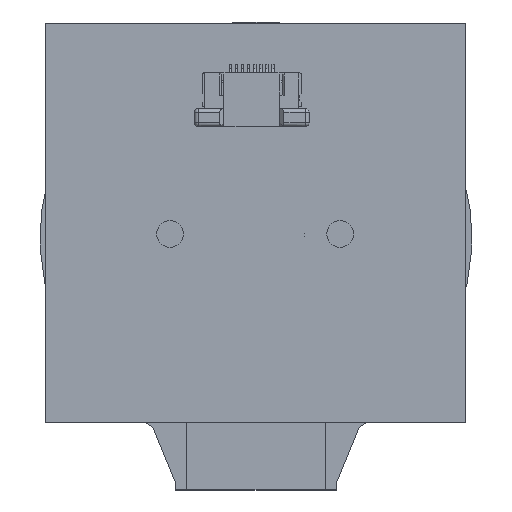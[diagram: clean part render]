
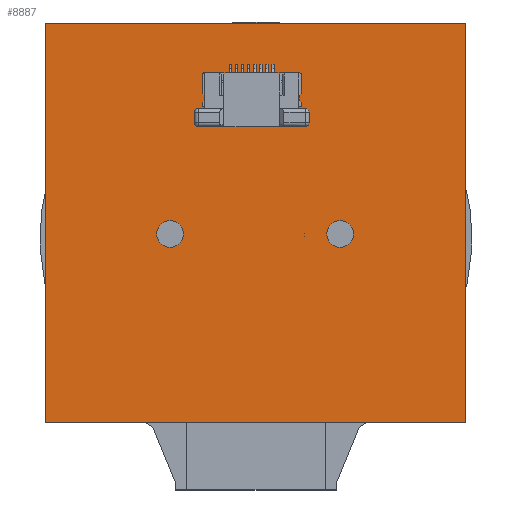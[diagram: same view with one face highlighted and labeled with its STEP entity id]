
A CAD part, top view. The second image highlights one B-rep face of the part: STEP entity #8887.
In plain terms, the highlighted planar face has unit normal (0, 0, 1).
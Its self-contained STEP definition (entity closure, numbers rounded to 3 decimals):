
#8735 = VERTEX_POINT('',#8736);
#8736 = CARTESIAN_POINT('',(126.797,-117.145,1.6));
#8742 = EDGE_CURVE('',#8735,#8743,#8745,.T.);
#8743 = VERTEX_POINT('',#8744);
#8744 = CARTESIAN_POINT('',(92.202,-117.145,1.6));
#8745 = LINE('',#8746,#8747);
#8746 = CARTESIAN_POINT('',(126.797,-117.145,1.6));
#8747 = VECTOR('',#8748,1.);
#8748 = DIRECTION('',(-1.,0.,0.));
#8775 = VERTEX_POINT('',#8776);
#8776 = CARTESIAN_POINT('',(126.797,-84.277,1.6));
#8782 = EDGE_CURVE('',#8775,#8735,#8783,.T.);
#8783 = LINE('',#8784,#8785);
#8784 = CARTESIAN_POINT('',(126.797,-84.277,1.6));
#8785 = VECTOR('',#8786,1.);
#8786 = DIRECTION('',(0.,-1.,0.));
#8804 = EDGE_CURVE('',#8743,#8805,#8807,.T.);
#8805 = VERTEX_POINT('',#8806);
#8806 = CARTESIAN_POINT('',(92.202,-84.277,1.6));
#8807 = LINE('',#8808,#8809);
#8808 = CARTESIAN_POINT('',(92.202,-117.145,1.6));
#8809 = VECTOR('',#8810,1.);
#8810 = DIRECTION('',(0.,1.,0.));
#8887 = ADVANCED_FACE('',(#8888,#8899,#8917,#8928),#8939,.F.);
#8888 = FACE_BOUND('',#8889,.F.);
#8889 = EDGE_LOOP('',(#8890,#8891,#8892,#8898));
#8890 = ORIENTED_EDGE('',*,*,#8742,.T.);
#8891 = ORIENTED_EDGE('',*,*,#8804,.T.);
#8892 = ORIENTED_EDGE('',*,*,#8893,.T.);
#8893 = EDGE_CURVE('',#8805,#8775,#8894,.T.);
#8894 = LINE('',#8895,#8896);
#8895 = CARTESIAN_POINT('',(92.202,-84.277,1.6));
#8896 = VECTOR('',#8897,1.);
#8897 = DIRECTION('',(1.,0.,0.));
#8898 = ORIENTED_EDGE('',*,*,#8782,.T.);
#8899 = FACE_BOUND('',#8900,.F.);
#8900 = EDGE_LOOP('',(#8901,#8911));
#8901 = ORIENTED_EDGE('',*,*,#8902,.T.);
#8902 = EDGE_CURVE('',#8903,#8905,#8907,.T.);
#8903 = VERTEX_POINT('',#8904);
#8904 = CARTESIAN_POINT('',(113.547,-101.802,1.6));
#8905 = VERTEX_POINT('',#8906);
#8906 = CARTESIAN_POINT('',(113.55,-101.6,1.6));
#8907 = LINE('',#8908,#8909);
#8908 = CARTESIAN_POINT('',(113.547,-101.802,1.6));
#8909 = VECTOR('',#8910,1.);
#8910 = DIRECTION('',(0.012,1.,0.));
#8911 = ORIENTED_EDGE('',*,*,#8912,.T.);
#8912 = EDGE_CURVE('',#8905,#8903,#8913,.T.);
#8913 = LINE('',#8914,#8915);
#8914 = CARTESIAN_POINT('',(113.55,-101.6,1.6));
#8915 = VECTOR('',#8916,1.);
#8916 = DIRECTION('',(-0.012,-1.,0.));
#8917 = FACE_BOUND('',#8918,.F.);
#8918 = EDGE_LOOP('',(#8919));
#8919 = ORIENTED_EDGE('',*,*,#8920,.F.);
#8920 = EDGE_CURVE('',#8921,#8921,#8923,.T.);
#8921 = VERTEX_POINT('',#8922);
#8922 = CARTESIAN_POINT('',(116.5,-102.7,1.6));
#8923 = CIRCLE('',#8924,1.1);
#8924 = AXIS2_PLACEMENT_3D('',#8925,#8926,#8927);
#8925 = CARTESIAN_POINT('',(116.5,-101.6,1.6));
#8926 = DIRECTION('',(-0.,0.,-1.));
#8927 = DIRECTION('',(-0.,-1.,0.));
#8928 = FACE_BOUND('',#8929,.F.);
#8929 = EDGE_LOOP('',(#8930));
#8930 = ORIENTED_EDGE('',*,*,#8931,.F.);
#8931 = EDGE_CURVE('',#8932,#8932,#8934,.T.);
#8932 = VERTEX_POINT('',#8933);
#8933 = CARTESIAN_POINT('',(102.5,-102.7,1.6));
#8934 = CIRCLE('',#8935,1.1);
#8935 = AXIS2_PLACEMENT_3D('',#8936,#8937,#8938);
#8936 = CARTESIAN_POINT('',(102.5,-101.6,1.6));
#8937 = DIRECTION('',(-0.,0.,-1.));
#8938 = DIRECTION('',(-0.,-1.,0.));
#8939 = PLANE('',#8940);
#8940 = AXIS2_PLACEMENT_3D('',#8941,#8942,#8943);
#8941 = CARTESIAN_POINT('',(109.499,-100.711,1.6));
#8942 = DIRECTION('',(-0.,-0.,-1.));
#8943 = DIRECTION('',(-1.,0.,0.));
